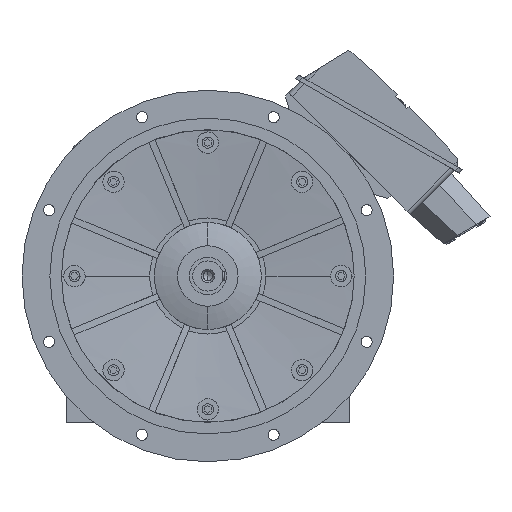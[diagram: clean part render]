
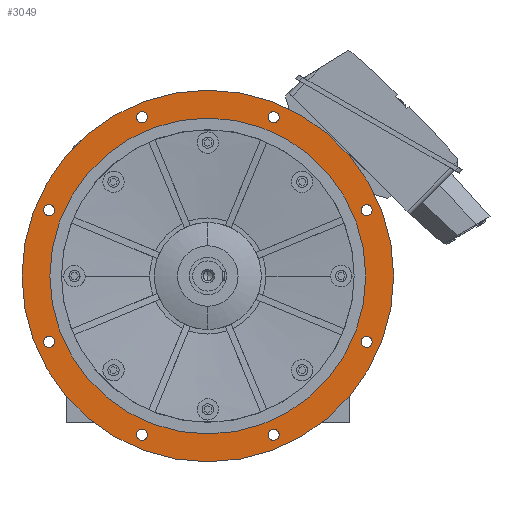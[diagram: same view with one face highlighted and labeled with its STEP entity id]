
A CAD part, left-side view. The second image highlights one B-rep face of the part: STEP entity #3049.
In plain terms, the highlighted planar face has unit normal (-1, 0, 0).
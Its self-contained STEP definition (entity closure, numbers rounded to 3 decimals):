
#3049=ADVANCED_FACE('',(#7407,#7408,#7409,#7410,#7411,#7412,#7413,#7414,#7415,#7416),#7417,.T.);
#7407=FACE_BOUND('',#13075,.T.);
#7408=FACE_BOUND('',#13076,.T.);
#7409=FACE_BOUND('',#13077,.T.);
#7410=FACE_BOUND('',#13078,.T.);
#7411=FACE_BOUND('',#13079,.T.);
#7412=FACE_BOUND('',#13080,.T.);
#7413=FACE_BOUND('',#13081,.T.);
#7414=FACE_BOUND('',#13082,.T.);
#7415=FACE_OUTER_BOUND('',#13083,.T.);
#7416=FACE_BOUND('',#13084,.T.);
#7417=PLANE('',#13085);
#13075=EDGE_LOOP('',(#22070,#22071));
#13076=EDGE_LOOP('',(#22072,#22073));
#13077=EDGE_LOOP('',(#22074,#22075));
#13078=EDGE_LOOP('',(#22076,#22077));
#13079=EDGE_LOOP('',(#22078,#22079));
#13080=EDGE_LOOP('',(#22080,#22081));
#13081=EDGE_LOOP('',(#22082,#22083));
#13082=EDGE_LOOP('',(#22084,#22085));
#13083=EDGE_LOOP('',(#22086,#22087));
#13084=EDGE_LOOP('',(#22088,#22089));
#13085=AXIS2_PLACEMENT_3D('',#22090,#22091,#22092);
#22070=ORIENTED_EDGE('',*,*,#36649,.T.);
#22071=ORIENTED_EDGE('',*,*,#34773,.T.);
#22072=ORIENTED_EDGE('',*,*,#36650,.T.);
#22073=ORIENTED_EDGE('',*,*,#34779,.T.);
#22074=ORIENTED_EDGE('',*,*,#36651,.T.);
#22075=ORIENTED_EDGE('',*,*,#34785,.T.);
#22076=ORIENTED_EDGE('',*,*,#36652,.T.);
#22077=ORIENTED_EDGE('',*,*,#34791,.T.);
#22078=ORIENTED_EDGE('',*,*,#36653,.T.);
#22079=ORIENTED_EDGE('',*,*,#34797,.T.);
#22080=ORIENTED_EDGE('',*,*,#36654,.T.);
#22081=ORIENTED_EDGE('',*,*,#34803,.T.);
#22082=ORIENTED_EDGE('',*,*,#36655,.T.);
#22083=ORIENTED_EDGE('',*,*,#34809,.T.);
#22084=ORIENTED_EDGE('',*,*,#36656,.T.);
#22085=ORIENTED_EDGE('',*,*,#34815,.T.);
#22086=ORIENTED_EDGE('',*,*,#34821,.F.);
#22087=ORIENTED_EDGE('',*,*,#36657,.F.);
#22088=ORIENTED_EDGE('',*,*,#34887,.T.);
#22089=ORIENTED_EDGE('',*,*,#36555,.T.);
#22090=CARTESIAN_POINT('',(-110.0,370.0,0.0));
#22091=DIRECTION('',(-1.0,0.0,0.0));
#22092=DIRECTION('',(0.0,-1.0,0.0));
#34773=EDGE_CURVE('',#41882,#41879,#41883,.T.);
#34779=EDGE_CURVE('',#41893,#41890,#41894,.T.);
#34785=EDGE_CURVE('',#41904,#41901,#41905,.T.);
#34791=EDGE_CURVE('',#41915,#41912,#41916,.T.);
#34797=EDGE_CURVE('',#41926,#41923,#41927,.T.);
#34803=EDGE_CURVE('',#41937,#41934,#41938,.T.);
#34809=EDGE_CURVE('',#41948,#41945,#41949,.T.);
#34815=EDGE_CURVE('',#41959,#41956,#41960,.T.);
#34821=EDGE_CURVE('',#41967,#41970,#41971,.T.);
#34887=EDGE_CURVE('',#42072,#42076,#42078,.T.);
#36555=EDGE_CURVE('',#42076,#42072,#44525,.T.);
#36649=EDGE_CURVE('',#41879,#41882,#44657,.T.);
#36650=EDGE_CURVE('',#41890,#41893,#44658,.T.);
#36651=EDGE_CURVE('',#41901,#41904,#44659,.T.);
#36652=EDGE_CURVE('',#41912,#41915,#44660,.T.);
#36653=EDGE_CURVE('',#41923,#41926,#44661,.T.);
#36654=EDGE_CURVE('',#41934,#41937,#44662,.T.);
#36655=EDGE_CURVE('',#41945,#41948,#44663,.T.);
#36656=EDGE_CURVE('',#41956,#41959,#44664,.T.);
#36657=EDGE_CURVE('',#41970,#41967,#44665,.T.);
#41879=VERTEX_POINT('',#53085);
#41882=VERTEX_POINT('',#53089);
#41883=CIRCLE('',#53090,12.0);
#41890=VERTEX_POINT('',#53098);
#41893=VERTEX_POINT('',#53102);
#41894=CIRCLE('',#53103,12.0);
#41901=VERTEX_POINT('',#53111);
#41904=VERTEX_POINT('',#53115);
#41905=CIRCLE('',#53116,12.0);
#41912=VERTEX_POINT('',#53124);
#41915=VERTEX_POINT('',#53128);
#41916=CIRCLE('',#53129,12.0);
#41923=VERTEX_POINT('',#53137);
#41926=VERTEX_POINT('',#53141);
#41927=CIRCLE('',#53142,12.0);
#41934=VERTEX_POINT('',#53150);
#41937=VERTEX_POINT('',#53154);
#41938=CIRCLE('',#53155,12.0);
#41945=VERTEX_POINT('',#53163);
#41948=VERTEX_POINT('',#53167);
#41949=CIRCLE('',#53168,12.0);
#41956=VERTEX_POINT('',#53176);
#41959=VERTEX_POINT('',#53180);
#41960=CIRCLE('',#53181,12.0);
#41967=VERTEX_POINT('',#53189);
#41970=VERTEX_POINT('',#53193);
#41971=CIRCLE('',#53194,400.0);
#42072=VERTEX_POINT('',#53520);
#42076=VERTEX_POINT('',#53525);
#42078=CIRCLE('',#53528,340.0);
#44525=CIRCLE('',#58302,340.0);
#44657=CIRCLE('',#58484,12.0);
#44658=CIRCLE('',#58485,12.0);
#44659=CIRCLE('',#58486,12.0);
#44660=CIRCLE('',#58487,12.0);
#44661=CIRCLE('',#58488,12.0);
#44662=CIRCLE('',#58489,12.0);
#44663=CIRCLE('',#58490,12.0);
#44664=CIRCLE('',#58491,12.0);
#44665=CIRCLE('',#58492,400.0);
#53085=CARTESIAN_POINT('',(-110.0,-352.922,146.185));
#53089=CARTESIAN_POINT('',(-110.0,-330.749,137.001));
#53090=AXIS2_PLACEMENT_3D('',#79205,#79206,#79207);
#53098=CARTESIAN_POINT('',(-110.0,-352.922,-146.185));
#53102=CARTESIAN_POINT('',(-110.0,-330.749,-137.001));
#53103=AXIS2_PLACEMENT_3D('',#79216,#79217,#79218);
#53111=CARTESIAN_POINT('',(-110.0,-146.185,-352.922));
#53115=CARTESIAN_POINT('',(-110.0,-137.001,-330.749));
#53116=AXIS2_PLACEMENT_3D('',#79227,#79228,#79229);
#53124=CARTESIAN_POINT('',(-110.0,146.185,-352.922));
#53128=CARTESIAN_POINT('',(-110.0,137.001,-330.749));
#53129=AXIS2_PLACEMENT_3D('',#79238,#79239,#79240);
#53137=CARTESIAN_POINT('',(-110.0,352.922,-146.185));
#53141=CARTESIAN_POINT('',(-110.0,330.749,-137.001));
#53142=AXIS2_PLACEMENT_3D('',#79249,#79250,#79251);
#53150=CARTESIAN_POINT('',(-110.0,352.922,146.185));
#53154=CARTESIAN_POINT('',(-110.0,330.749,137.001));
#53155=AXIS2_PLACEMENT_3D('',#79260,#79261,#79262);
#53163=CARTESIAN_POINT('',(-110.0,146.185,352.922));
#53167=CARTESIAN_POINT('',(-110.0,137.001,330.749));
#53168=AXIS2_PLACEMENT_3D('',#79271,#79272,#79273);
#53176=CARTESIAN_POINT('',(-110.0,-146.185,352.922));
#53180=CARTESIAN_POINT('',(-110.0,-137.001,330.749));
#53181=AXIS2_PLACEMENT_3D('',#79282,#79283,#79284);
#53189=CARTESIAN_POINT('',(-110.0,400.0,0.0));
#53193=CARTESIAN_POINT('',(-110.0,-400.0,0.));
#53194=AXIS2_PLACEMENT_3D('',#79293,#79294,#79295);
#53520=CARTESIAN_POINT('',(-110.0,340.0,0.0));
#53525=CARTESIAN_POINT('',(-110.0,-340.0,0.));
#53528=AXIS2_PLACEMENT_3D('',#79393,#79394,#79395);
#58302=AXIS2_PLACEMENT_3D('',#81023,#81024,#81025);
#58484=AXIS2_PLACEMENT_3D('',#81115,#81116,#81117);
#58485=AXIS2_PLACEMENT_3D('',#81118,#81119,#81120);
#58486=AXIS2_PLACEMENT_3D('',#81121,#81122,#81123);
#58487=AXIS2_PLACEMENT_3D('',#81124,#81125,#81126);
#58488=AXIS2_PLACEMENT_3D('',#81127,#81128,#81129);
#58489=AXIS2_PLACEMENT_3D('',#81130,#81131,#81132);
#58490=AXIS2_PLACEMENT_3D('',#81133,#81134,#81135);
#58491=AXIS2_PLACEMENT_3D('',#81136,#81137,#81138);
#58492=AXIS2_PLACEMENT_3D('',#81139,#81140,#81141);
#79205=CARTESIAN_POINT('',(-110.0,-341.835,141.593));
#79206=DIRECTION('',(1.0,0.0,-0.0));
#79207=DIRECTION('',(0.0,-0.924,0.383));
#79216=CARTESIAN_POINT('',(-110.0,-341.835,-141.593));
#79217=DIRECTION('',(1.0,0.0,0.0));
#79218=DIRECTION('',(0.0,-0.924,-0.383));
#79227=CARTESIAN_POINT('',(-110.0,-141.593,-341.835));
#79228=DIRECTION('',(1.0,0.0,0.0));
#79229=DIRECTION('',(0.0,-0.383,-0.924));
#79238=CARTESIAN_POINT('',(-110.0,141.593,-341.835));
#79239=DIRECTION('',(1.0,-0.0,0.0));
#79240=DIRECTION('',(0.0,0.383,-0.924));
#79249=CARTESIAN_POINT('',(-110.0,341.835,-141.593));
#79250=DIRECTION('',(1.0,-0.0,0.0));
#79251=DIRECTION('',(0.0,0.924,-0.383));
#79260=CARTESIAN_POINT('',(-110.0,341.835,141.593));
#79261=DIRECTION('',(1.0,0.0,-0.0));
#79262=DIRECTION('',(0.0,0.924,0.383));
#79271=CARTESIAN_POINT('',(-110.0,141.593,341.835));
#79272=DIRECTION('',(1.0,0.0,-0.0));
#79273=DIRECTION('',(0.0,0.383,0.924));
#79282=CARTESIAN_POINT('',(-110.0,-141.593,341.835));
#79283=DIRECTION('',(1.0,0.0,-0.0));
#79284=DIRECTION('',(0.0,-0.383,0.924));
#79293=CARTESIAN_POINT('',(-110.0,0.0,0.0));
#79294=DIRECTION('',(1.0,0.0,0.0));
#79295=DIRECTION('',(0.0,1.0,0.0));
#79393=CARTESIAN_POINT('',(-110.0,0.0,0.0));
#79394=DIRECTION('',(1.0,0.0,0.0));
#79395=DIRECTION('',(0.0,1.0,0.0));
#81023=CARTESIAN_POINT('',(-110.0,0.0,0.0));
#81024=DIRECTION('',(1.0,0.0,0.0));
#81025=DIRECTION('',(0.0,1.0,0.0));
#81115=CARTESIAN_POINT('',(-110.0,-341.835,141.593));
#81116=DIRECTION('',(1.0,0.0,-0.0));
#81117=DIRECTION('',(0.0,-0.924,0.383));
#81118=CARTESIAN_POINT('',(-110.0,-341.835,-141.593));
#81119=DIRECTION('',(1.0,0.0,0.0));
#81120=DIRECTION('',(0.0,-0.924,-0.383));
#81121=CARTESIAN_POINT('',(-110.0,-141.593,-341.835));
#81122=DIRECTION('',(1.0,0.0,0.0));
#81123=DIRECTION('',(0.0,-0.383,-0.924));
#81124=CARTESIAN_POINT('',(-110.0,141.593,-341.835));
#81125=DIRECTION('',(1.0,-0.0,0.0));
#81126=DIRECTION('',(0.0,0.383,-0.924));
#81127=CARTESIAN_POINT('',(-110.0,341.835,-141.593));
#81128=DIRECTION('',(1.0,-0.0,0.0));
#81129=DIRECTION('',(0.0,0.924,-0.383));
#81130=CARTESIAN_POINT('',(-110.0,341.835,141.593));
#81131=DIRECTION('',(1.0,0.0,-0.0));
#81132=DIRECTION('',(0.0,0.924,0.383));
#81133=CARTESIAN_POINT('',(-110.0,141.593,341.835));
#81134=DIRECTION('',(1.0,0.0,-0.0));
#81135=DIRECTION('',(0.0,0.383,0.924));
#81136=CARTESIAN_POINT('',(-110.0,-141.593,341.835));
#81137=DIRECTION('',(1.0,0.0,-0.0));
#81138=DIRECTION('',(0.0,-0.383,0.924));
#81139=CARTESIAN_POINT('',(-110.0,0.0,0.0));
#81140=DIRECTION('',(1.0,0.0,0.0));
#81141=DIRECTION('',(0.0,1.0,0.0));
